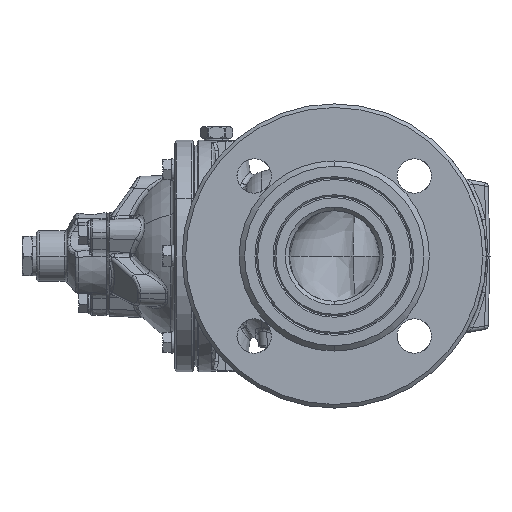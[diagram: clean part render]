
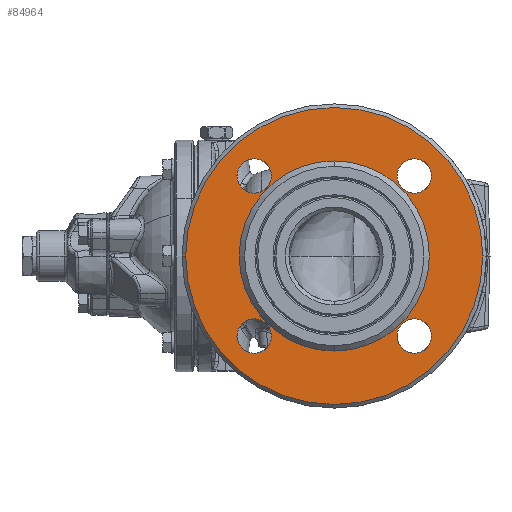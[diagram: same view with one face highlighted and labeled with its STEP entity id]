
A CAD part, left-side view. The second image highlights one B-rep face of the part: STEP entity #84964.
In plain terms, the highlighted planar face has unit normal (-1, 0, 0).
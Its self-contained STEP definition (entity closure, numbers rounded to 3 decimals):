
#2788 = EDGE_LOOP ( 'NONE', ( #70101, #140785 ) ) ;
#2859 = ORIENTED_EDGE ( 'NONE', *, *, #185308, .T. ) ;
#3123 = CIRCLE ( 'NONE', #3561, 52.5 ) ;
#3561 = AXIS2_PLACEMENT_3D ( 'NONE', #86273, #209093, #104055 ) ;
#3866 = ORIENTED_EDGE ( 'NONE', *, *, #136451, .T. ) ;
#9642 = DIRECTION ( 'NONE',  ( 0., 0., -1. ) ) ;
#13063 = CARTESIAN_POINT ( 'NONE',  ( -112., 0., 0. ) ) ;
#15944 = EDGE_CURVE ( 'NONE', #212830, #23838, #108834, .T. ) ;
#19027 = VERTEX_POINT ( 'NONE', #30790 ) ;
#23368 = CARTESIAN_POINT ( 'NONE',  ( -112., 44.194, -53.694 ) ) ;
#23465 = DIRECTION ( 'NONE',  ( 1., 0., 0. ) ) ;
#23838 = VERTEX_POINT ( 'NONE', #213403 ) ;
#24354 = CARTESIAN_POINT ( 'NONE',  ( -112., -44.194, 44.194 ) ) ;
#24895 = DIRECTION ( 'NONE',  ( 1., 0., 0. ) ) ;
#30790 = CARTESIAN_POINT ( 'NONE',  ( -112., -82., 0. ) ) ;
#30843 = DIRECTION ( 'NONE',  ( 0., 0., -1. ) ) ;
#32968 = CARTESIAN_POINT ( 'NONE',  ( -112., 0., -52.5 ) ) ;
#35238 = CARTESIAN_POINT ( 'NONE',  ( -112., 44.194, -44.194 ) ) ;
#42100 = DIRECTION ( 'NONE',  ( 0., 0., -1. ) ) ;
#42547 = AXIS2_PLACEMENT_3D ( 'NONE', #158191, #52600, #175813 ) ;
#43890 = AXIS2_PLACEMENT_3D ( 'NONE', #129091, #23465, #146828 ) ;
#44666 = VERTEX_POINT ( 'NONE', #201534 ) ;
#45618 = FACE_OUTER_BOUND ( 'NONE', #106717, .T. ) ;
#45808 = FACE_BOUND ( 'NONE', #75072, .T. ) ;
#46025 = FACE_BOUND ( 'NONE', #226038, .T. ) ;
#46239 = FACE_BOUND ( 'NONE', #141109, .T. ) ;
#46881 = FACE_BOUND ( 'NONE', #2788, .T. ) ;
#47113 = FACE_BOUND ( 'NONE', #102571, .T. ) ;
#47173 = CARTESIAN_POINT ( 'NONE',  ( -112., 0., 52.5 ) ) ;
#49599 = CARTESIAN_POINT ( 'NONE',  ( -112., 0., 0. ) ) ;
#52600 = DIRECTION ( 'NONE',  ( 1., 0., 0. ) ) ;
#52969 = DIRECTION ( 'NONE',  ( 0., 0., -1. ) ) ;
#59145 = CIRCLE ( 'NONE', #142380, 9.5 ) ;
#59382 = DIRECTION ( 'NONE',  ( 1., 0., 0. ) ) ;
#61519 = PLANE ( 'NONE',  #133914 ) ;
#67381 = DIRECTION ( 'NONE',  ( 0., 0., -1. ) ) ;
#67846 = CARTESIAN_POINT ( 'NONE',  ( -112., 44.194, -44.194 ) ) ;
#67849 = ORIENTED_EDGE ( 'NONE', *, *, #155150, .T. ) ;
#70101 = ORIENTED_EDGE ( 'NONE', *, *, #134133, .T. ) ;
#75072 = EDGE_LOOP ( 'NONE', ( #225902, #90379 ) ) ;
#81551 = EDGE_CURVE ( 'NONE', #220506, #144044, #159466, .T. ) ;
#83817 = DIRECTION ( 'NONE',  ( 1., 0., 0. ) ) ;
#84637 = EDGE_CURVE ( 'NONE', #23838, #212830, #59145, .T. ) ;
#84964 = ADVANCED_FACE ( 'NONE', ( #47113, #46239, #46025, #45808, #45618, #46881 ), #61519, .F. ) ;
#85629 = DIRECTION ( 'NONE',  ( 0., 0., -1. ) ) ;
#86273 = CARTESIAN_POINT ( 'NONE',  ( -112., 0., 0. ) ) ;
#89301 = CARTESIAN_POINT ( 'NONE',  ( -112., -44.194, -44.194 ) ) ;
#89782 = CARTESIAN_POINT ( 'NONE',  ( -112., -44.194, -34.694 ) ) ;
#90379 = ORIENTED_EDGE ( 'NONE', *, *, #154495, .T. ) ;
#92672 = CIRCLE ( 'NONE', #43890, 9.5 ) ;
#95995 = CARTESIAN_POINT ( 'NONE',  ( -112., -44.194, 34.694 ) ) ;
#102571 = EDGE_LOOP ( 'NONE', ( #215105, #187198 ) ) ;
#104055 = DIRECTION ( 'NONE',  ( 0., 0., -1. ) ) ;
#106717 = EDGE_LOOP ( 'NONE', ( #207322, #2859 ) ) ;
#107001 = VERTEX_POINT ( 'NONE', #95995 ) ;
#107124 = DIRECTION ( 'NONE',  ( 0., 0., -1. ) ) ;
#107729 = CARTESIAN_POINT ( 'NONE',  ( -112., 44.194, 53.694 ) ) ;
#108834 = CIRCLE ( 'NONE', #125938, 9.5 ) ;
#109468 = VERTEX_POINT ( 'NONE', #226003 ) ;
#109545 = VERTEX_POINT ( 'NONE', #32968 ) ;
#110751 = VERTEX_POINT ( 'NONE', #166914 ) ;
#115451 = DIRECTION ( 'NONE',  ( 1., 0., 0. ) ) ;
#125938 = AXIS2_PLACEMENT_3D ( 'NONE', #67846, #190905, #85629 ) ;
#129091 = CARTESIAN_POINT ( 'NONE',  ( -112., 44.194, 44.194 ) ) ;
#130461 = CARTESIAN_POINT ( 'NONE',  ( -112., -44.194, -44.194 ) ) ;
#130483 = EDGE_CURVE ( 'NONE', #173091, #109545, #3123, .T. ) ;
#133914 = AXIS2_PLACEMENT_3D ( 'NONE', #220539, #115451, #9642 ) ;
#134133 = EDGE_CURVE ( 'NONE', #109545, #173091, #224897, .T. ) ;
#136424 = DIRECTION ( 'NONE',  ( -1., 0., 0. ) ) ;
#136451 = EDGE_CURVE ( 'NONE', #144044, #220506, #155956, .T. ) ;
#138158 = EDGE_CURVE ( 'NONE', #110751, #107001, #150156, .T. ) ;
#140785 = ORIENTED_EDGE ( 'NONE', *, *, #130483, .T. ) ;
#141109 = EDGE_LOOP ( 'NONE', ( #3866, #147329 ) ) ;
#142380 = AXIS2_PLACEMENT_3D ( 'NONE', #35238, #158545, #52969 ) ;
#143106 = CIRCLE ( 'NONE', #170187, 9.5 ) ;
#144044 = VERTEX_POINT ( 'NONE', #89782 ) ;
#146828 = DIRECTION ( 'NONE',  ( 0., 0., -1. ) ) ;
#147329 = ORIENTED_EDGE ( 'NONE', *, *, #81551, .T. ) ;
#147686 = DIRECTION ( 'NONE',  ( 1., 0., 0. ) ) ;
#148224 = DIRECTION ( 'NONE',  ( 0., 0., -1. ) ) ;
#150156 = CIRCLE ( 'NONE', #175774, 9.5 ) ;
#154178 = EDGE_CURVE ( 'NONE', #44666, #19027, #192892, .T. ) ;
#154495 = EDGE_CURVE ( 'NONE', #109468, #175120, #195531, .T. ) ;
#155150 = EDGE_CURVE ( 'NONE', #107001, #110751, #143106, .T. ) ;
#155956 = CIRCLE ( 'NONE', #221062, 9.5 ) ;
#158191 = CARTESIAN_POINT ( 'NONE',  ( -112., 0., 0. ) ) ;
#158545 = DIRECTION ( 'NONE',  ( 1., 0., 0. ) ) ;
#159466 = CIRCLE ( 'NONE', #190467, 9.5 ) ;
#164555 = CIRCLE ( 'NONE', #186099, 82. ) ;
#164906 = CARTESIAN_POINT ( 'NONE',  ( -112., 44.194, 44.194 ) ) ;
#166914 = CARTESIAN_POINT ( 'NONE',  ( -112., -44.194, 53.694 ) ) ;
#170187 = AXIS2_PLACEMENT_3D ( 'NONE', #24354, #147686, #42100 ) ;
#172816 = DIRECTION ( 'NONE',  ( -1., 0., 0. ) ) ;
#173091 = VERTEX_POINT ( 'NONE', #47173 ) ;
#175120 = VERTEX_POINT ( 'NONE', #107729 ) ;
#175774 = AXIS2_PLACEMENT_3D ( 'NONE', #189076, #83817, #206658 ) ;
#175813 = DIRECTION ( 'NONE',  ( 0., 0., -1. ) ) ;
#178551 = EDGE_CURVE ( 'NONE', #175120, #109468, #92672, .T. ) ;
#182485 = DIRECTION ( 'NONE',  ( 0., 0., -1. ) ) ;
#185308 = EDGE_CURVE ( 'NONE', #19027, #44666, #164555, .T. ) ;
#186099 = AXIS2_PLACEMENT_3D ( 'NONE', #49599, #172816, #67381 ) ;
#187198 = ORIENTED_EDGE ( 'NONE', *, *, #15944, .T. ) ;
#187974 = ORIENTED_EDGE ( 'NONE', *, *, #138158, .T. ) ;
#189076 = CARTESIAN_POINT ( 'NONE',  ( -112., -44.194, 44.194 ) ) ;
#190467 = AXIS2_PLACEMENT_3D ( 'NONE', #89301, #212148, #107124 ) ;
#190905 = DIRECTION ( 'NONE',  ( 1., 0., 0. ) ) ;
#192892 = CIRCLE ( 'NONE', #218459, 82. ) ;
#195531 = CIRCLE ( 'NONE', #225830, 9.5 ) ;
#201534 = CARTESIAN_POINT ( 'NONE',  ( -112., 82., 0. ) ) ;
#206658 = DIRECTION ( 'NONE',  ( 0., 0., -1. ) ) ;
#207322 = ORIENTED_EDGE ( 'NONE', *, *, #154178, .T. ) ;
#209093 = DIRECTION ( 'NONE',  ( 1., 0., 0. ) ) ;
#212148 = DIRECTION ( 'NONE',  ( 1., 0., 0. ) ) ;
#212830 = VERTEX_POINT ( 'NONE', #23368 ) ;
#213403 = CARTESIAN_POINT ( 'NONE',  ( -112., 44.194, -34.694 ) ) ;
#215105 = ORIENTED_EDGE ( 'NONE', *, *, #84637, .T. ) ;
#218459 = AXIS2_PLACEMENT_3D ( 'NONE', #13063, #136424, #30843 ) ;
#220506 = VERTEX_POINT ( 'NONE', #222216 ) ;
#220539 = CARTESIAN_POINT ( 'NONE',  ( -112., 52.5, 0. ) ) ;
#221062 = AXIS2_PLACEMENT_3D ( 'NONE', #130461, #24895, #148224 ) ;
#222216 = CARTESIAN_POINT ( 'NONE',  ( -112., -44.194, -53.694 ) ) ;
#224897 = CIRCLE ( 'NONE', #42547, 52.5 ) ;
#225830 = AXIS2_PLACEMENT_3D ( 'NONE', #164906, #59382, #182485 ) ;
#225902 = ORIENTED_EDGE ( 'NONE', *, *, #178551, .T. ) ;
#226003 = CARTESIAN_POINT ( 'NONE',  ( -112., 44.194, 34.694 ) ) ;
#226038 = EDGE_LOOP ( 'NONE', ( #187974, #67849 ) ) ;
